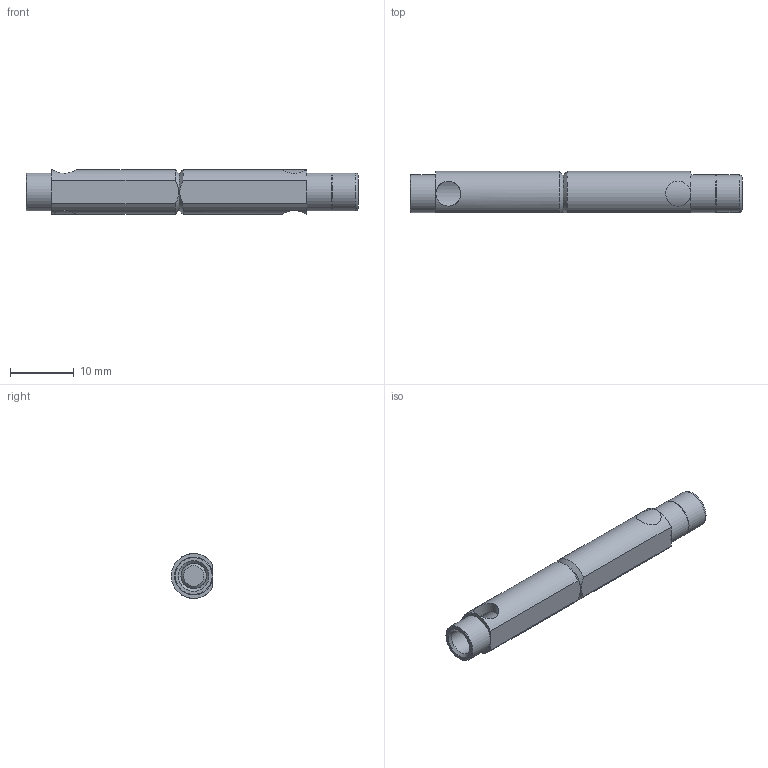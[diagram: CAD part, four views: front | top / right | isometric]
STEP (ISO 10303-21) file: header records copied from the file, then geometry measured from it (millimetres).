
FILE_DESCRIPTION( ( 'STEP AP214' ), '1' );
FILE_NAME( '099G051M4.stp', '2021-08-20T09:44:30', ( 'License CC BY-ND 4.0' ), ( 'CADENAS' ), ' ', 'PARTsolutions', ' ' );
FILE_SCHEMA( ( 'AUTOMOTIVE_DESIGN { 1 0 10303 214 1 1 1 1 }' ) );
Length unit declared in the file: millimetre
Products named in the file (3): 099G051M4; _099GS051M4; _099G051M4-p2
Assembly tree (3 placements, depth 2):
  099G051M4
    _099GS051M4  x2
    _099G051M4-p2
Bounding box: 52 x 6.47 x 7 mm (x, y, z)
Volume: 1469.1 mm3; surface area: 2264.2 mm2
Topology: 3 solids, 3 shells, 79 faces, 179 edges, 107 vertices
Faces by surface type: plane 53, cylinder 14, cone 10, torus 2
Full cylindrical faces by diameter (mm): 3.9 x4, 4 x3, 5.9 x1, 5.95 x2
Entity records: 2104 total; most frequent: CARTESIAN_POINT 551, DIRECTION 232, ORIENTED_EDGE 194, EDGE_CURVE 97, AXIS2_PLACEMENT_3D 90, EDGE_LOOP 73, VERTEX_POINT 65, FACE_OUTER_BOUND 60
